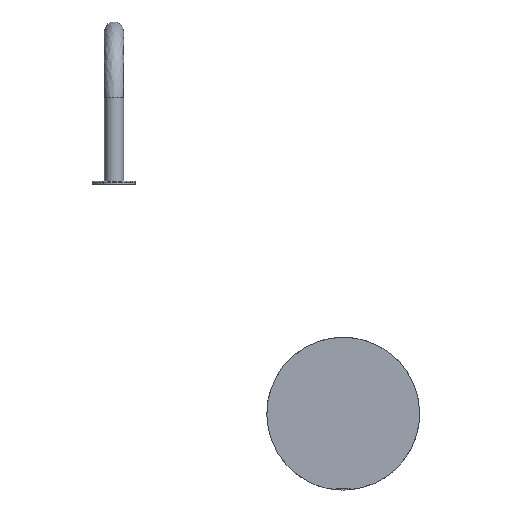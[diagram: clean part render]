
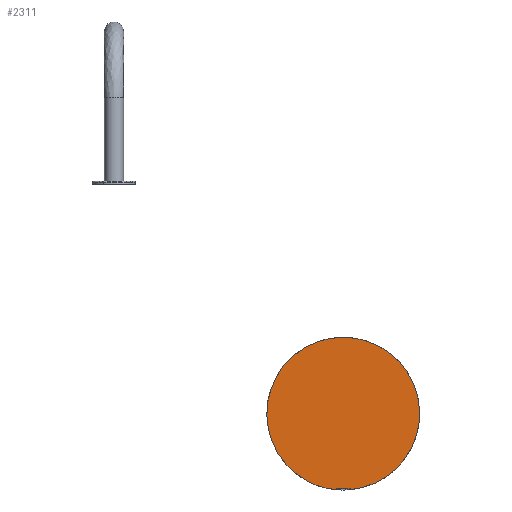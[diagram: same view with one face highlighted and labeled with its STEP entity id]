
A CAD part, front view. The second image highlights one B-rep face of the part: STEP entity #2311.
In plain terms, the highlighted planar face has unit normal (0, -1, 0).
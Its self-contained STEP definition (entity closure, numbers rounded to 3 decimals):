
#1676=CARTESIAN_POINT(' ',(39.936,0.,73.103));
#1677=VERTEX_POINT(' ',#1676);
#1716=CARTESIAN_POINT(' ',(-39.936,0.,-73.103));
#1717=VERTEX_POINT(' ',#1716);
#1731=CARTESIAN_POINT(' ',(0.,0.,0.));
#1736=DIRECTION(' ',(0.,1.,0.));
#1741=DIRECTION(' ',(-0.479,0.,-0.878));
#1746=AXIS2_PLACEMENT_3D(' ',#1731,#1736,#1741);
#1751=CIRCLE('',#1746,83.3);
#1756=EDGE_CURVE(' ',#1717,#1677,#1751,.T.);
#1806=CARTESIAN_POINT(' ',(0.,0.,0.));
#1811=DIRECTION(' ',(0.,1.,0.));
#1816=DIRECTION(' ',(-0.09,0.,-0.996));
#1821=AXIS2_PLACEMENT_3D(' ',#1806,#1811,#1816);
#1826=CIRCLE('',#1821,83.3);
#1831=CARTESIAN_POINT(' ',(-7.5,0.,-82.962));
#1832=VERTEX_POINT(' ',#1831);
#1836=EDGE_CURVE(' ',#1832,#1717,#1826,.T.);
#1861=CARTESIAN_POINT(' ',(0.,0.,0.));
#1866=DIRECTION(' ',(0.,1.,0.));
#1871=DIRECTION(' ',(0.479,0.,0.878));
#1876=AXIS2_PLACEMENT_3D(' ',#1861,#1866,#1871);
#1881=CIRCLE('',#1876,83.3);
#1886=CARTESIAN_POINT(' ',(7.5,0.,-82.962));
#1887=VERTEX_POINT(' ',#1886);
#1891=EDGE_CURVE(' ',#1677,#1887,#1881,.T.);
#2161=DIRECTION(' ',(0.,-1.,-0.));
#2166=CARTESIAN_POINT(' ',(-83.901,0.,84.866));
#2171=DIRECTION(' ',(0.,0.,-1.));
#2176=AXIS2_PLACEMENT_3D(' ',#2166,#2161,#2171);
#2181=PLANE('',#2176);
#2186=CARTESIAN_POINT(' ',(-7.5,0.,-82.));
#2191=DIRECTION(' ',(1.,0.,0.));
#2196=VECTOR(' ',#2191,1.);
#2201=LINE('',#2186,#2196);
#2206=CARTESIAN_POINT(' ',(-7.5,0.,-82.));
#2207=VERTEX_POINT(' ',#2206);
#2211=CARTESIAN_POINT(' ',(7.5,0.,-82.));
#2212=VERTEX_POINT(' ',#2211);
#2216=EDGE_CURVE(' ',#2207,#2212,#2201,.T.);
#2221=ORIENTED_EDGE(' ',*,*,#2216,.T.);
#2226=CARTESIAN_POINT(' ',(7.5,0.,-82.));
#2231=DIRECTION(' ',(0.,0.,-1.));
#2236=VECTOR(' ',#2231,1.);
#2241=LINE('',#2226,#2236);
#2246=EDGE_CURVE(' ',#2212,#1887,#2241,.T.);
#2251=ORIENTED_EDGE(' ',*,*,#2246,.T.);
#2256=ORIENTED_EDGE(' ',*,*,#1891,.F.);
#2261=ORIENTED_EDGE(' ',*,*,#1756,.F.);
#2266=ORIENTED_EDGE(' ',*,*,#1836,.F.);
#2271=CARTESIAN_POINT(' ',(-7.5,0.,-82.));
#2276=DIRECTION(' ',(0.,0.,-1.));
#2281=VECTOR(' ',#2276,1.);
#2286=LINE('',#2271,#2281);
#2291=EDGE_CURVE(' ',#2207,#1832,#2286,.T.);
#2296=ORIENTED_EDGE(' ',*,*,#2291,.F.);
#2301=EDGE_LOOP(' ',(#2221,#2251,#2256,#2261,#2266,#2296));
#2306=FACE_OUTER_BOUND(' ',#2301,.T.);
#2311=ADVANCED_FACE('',(#2306),#2181,.T.);
